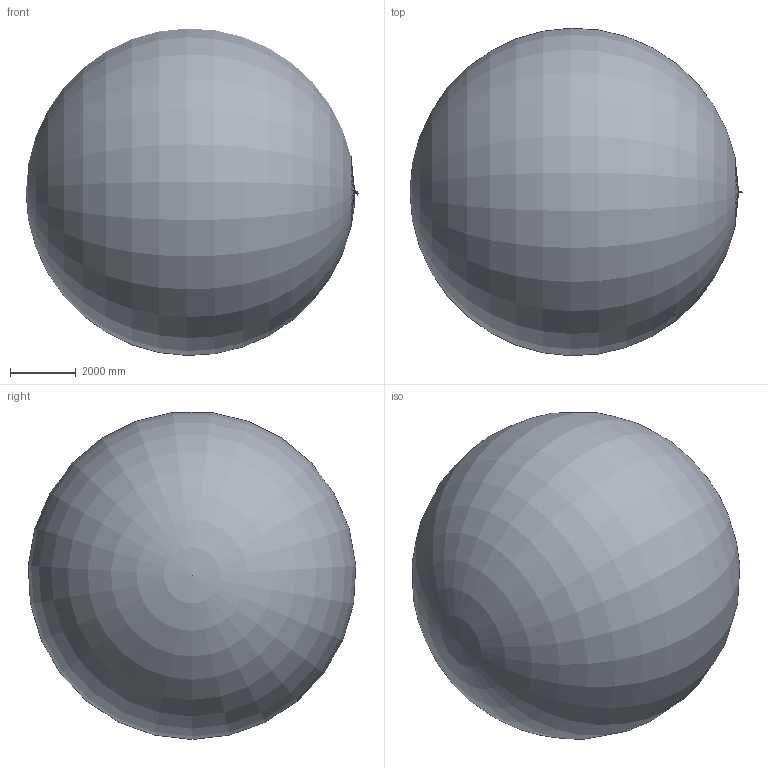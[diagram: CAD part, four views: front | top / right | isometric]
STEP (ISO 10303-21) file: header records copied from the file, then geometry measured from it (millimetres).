
FILE_DESCRIPTION(/* description */ ('Unknown'),/* implementation_level */ '2;1');
FILE_NAME(/* name */ '24043002',/* time_stamp */ '2022-09-09T12:40:30+02:00',/* author */ ('Unknown'),/* organization */ ('GROHE AG'),/* preprocessor_version */ 'ST-DEVELOPER v16.7',/* originating_system */ 'DEX',/* authorisation */ $);
FILE_SCHEMA (('AUTOMOTIVE_DESIGN {1 0 10303 214 3 1 1}'));
Length unit declared in the file: millimetre
Products named in the file (6): 24043002; 24043002_0; 130523_NES2011_Lever46_54mm_Lob; 24043002_1; 24043002_2
Assembly tree (5 placements, depth 2):
  24043002
    24043002
    24043002_0
    130523_NES2011_Lever46_54mm_Lob
    24043002_1
    24043002_2
Bounding box: 10095.99 x 9961.06 x 9944.21 mm (x, y, z)
Surface area: 626227462.2 mm2
Topology: 6 solids, 10 shells, 234 faces, 548 edges, 333 vertices
Faces by surface type: bspline 85, plane 68, cylinder 44, cone 14, torus 13, sphere 10
Full cylindrical faces by diameter (mm): 3.05 x1, 4.917 x1, 6.5 x1, 7.5 x1, 9.8 x1, 12.5 x1, 13.2 x1, 35 x1, 53.1 x1, 153.7 x1, 154.1 x1
Entity records: 15523 total; most frequent: CARTESIAN_POINT 10239, ORIENTED_EDGE 946, DIRECTION 702, EDGE_CURVE 473, VERTEX_POINT 310, AXIS2_PLACEMENT_3D 307, FACE_BOUND 285, EDGE_LOOP 279
